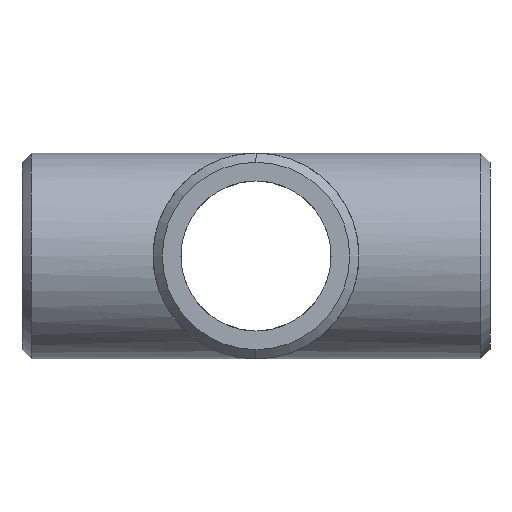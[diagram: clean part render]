
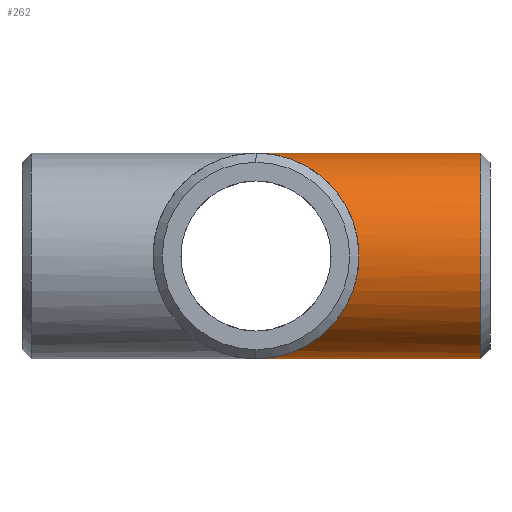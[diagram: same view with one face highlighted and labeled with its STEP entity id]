
A CAD part, left-side view. The second image highlights one B-rep face of the part: STEP entity #262.
In plain terms, the highlighted cylindrical face has radius 16.764 mm (diameter 33.528 mm), a partial arc.
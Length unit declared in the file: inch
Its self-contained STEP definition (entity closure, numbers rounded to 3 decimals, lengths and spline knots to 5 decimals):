
#1 = CARTESIAN_POINT ( 'NONE',  ( 0., 0., 0.66 ) ) ;
#9 = CARTESIAN_POINT ( 'NONE',  ( -1.32, -1.32, 0.66 ) ) ;
#25 = DIRECTION ( 'NONE',  ( 0., 0., -1. ) ) ;
#30 = CARTESIAN_POINT ( 'NONE',  ( 0., -1.5, 0. ) ) ;
#42 = ORIENTED_EDGE ( 'NONE', *, *, #580, .T. ) ;
#78 = CARTESIAN_POINT ( 'NONE',  ( 0., -1.5, -0.66 ) ) ;
#91 = LINE ( 'NONE', #780, #201 ) ;
#119 = CARTESIAN_POINT ( 'NONE',  ( 0., -1.44033, 0.66 ) ) ;
#148 = EDGE_LOOP ( 'NONE', ( #42, #441, #756, #470 ) ) ;
#175 = VERTEX_POINT ( 'NONE', #1 ) ;
#179 = DIRECTION ( 'NONE',  ( 0., 1., 0. ) ) ;
#193 = CARTESIAN_POINT ( 'NONE',  ( 0., -1.44033, 0. ) ) ;
#200 = VERTEX_POINT ( 'NONE', #119 ) ;
#201 = VECTOR ( 'NONE', #391, 39.37008 ) ;
#206 = EDGE_CURVE ( 'NONE', #200, #175, #91, .T. ) ;
#249 = CARTESIAN_POINT ( 'NONE',  ( 0., 0., 0.66 ) ) ;
#262 = ADVANCED_FACE ( 'NONE', ( #704 ), #471, .T. ) ;
#329 = CIRCLE ( 'NONE', #659, 0.66 ) ;
#369 = CARTESIAN_POINT ( 'NONE',  ( 0., 0., -0.66 ) ) ;
#380 = VERTEX_POINT ( 'NONE', #524 ) ;
#391 = DIRECTION ( 'NONE',  ( 0., 1., 0. ) ) ;
#430 = DIRECTION ( 'NONE',  ( 0., 0., -1. ) ) ;
#441 = ORIENTED_EDGE ( 'NONE', *, *, #206, .T. ) ;
#466 = CARTESIAN_POINT ( 'NONE',  ( 0., -1.44033, -0.66 ) ) ;
#470 = ORIENTED_EDGE ( 'NONE', *, *, #739, .F. ) ;
#471 = CYLINDRICAL_SURFACE ( 'NONE', #737, 0.66 ) ;
#524 = CARTESIAN_POINT ( 'NONE',  ( 0., 0., -0.66 ) ) ;
#531 = DIRECTION ( 'NONE',  ( 0., 1., 0. ) ) ;
#535 = EDGE_CURVE ( 'NONE', #380, #175, #621, .T. ) ;
#580 = EDGE_CURVE ( 'NONE', #638, #200, #329, .T. ) ;
#621 =( BOUNDED_CURVE ( )  B_SPLINE_CURVE ( 3, ( #369, #627, #9, #249 ),
 .UNSPECIFIED., .F., .T. ) 
 B_SPLINE_CURVE_WITH_KNOTS ( ( 4, 4 ),
 ( 4.71239, 7.85398 ),
 .UNSPECIFIED. ) 
 CURVE ( )  GEOMETRIC_REPRESENTATION_ITEM ( )  RATIONAL_B_SPLINE_CURVE ( ( 1., 0.333, 0.333, 1. ) ) 
 REPRESENTATION_ITEM ( '' )  );
#627 = CARTESIAN_POINT ( 'NONE',  ( -1.32, -1.32, -0.66 ) ) ;
#637 = LINE ( 'NONE', #78, #776 ) ;
#638 = VERTEX_POINT ( 'NONE', #466 ) ;
#659 = AXIS2_PLACEMENT_3D ( 'NONE', #193, #179, #430 ) ;
#704 = FACE_OUTER_BOUND ( 'NONE', #148, .T. ) ;
#737 = AXIS2_PLACEMENT_3D ( 'NONE', #30, #531, #25 ) ;
#739 = EDGE_CURVE ( 'NONE', #638, #380, #637, .T. ) ;
#756 = ORIENTED_EDGE ( 'NONE', *, *, #535, .F. ) ;
#771 = DIRECTION ( 'NONE',  ( 0., 1., 0. ) ) ;
#776 = VECTOR ( 'NONE', #771, 39.37008 ) ;
#780 = CARTESIAN_POINT ( 'NONE',  ( 0., -1.5, 0.66 ) ) ;
